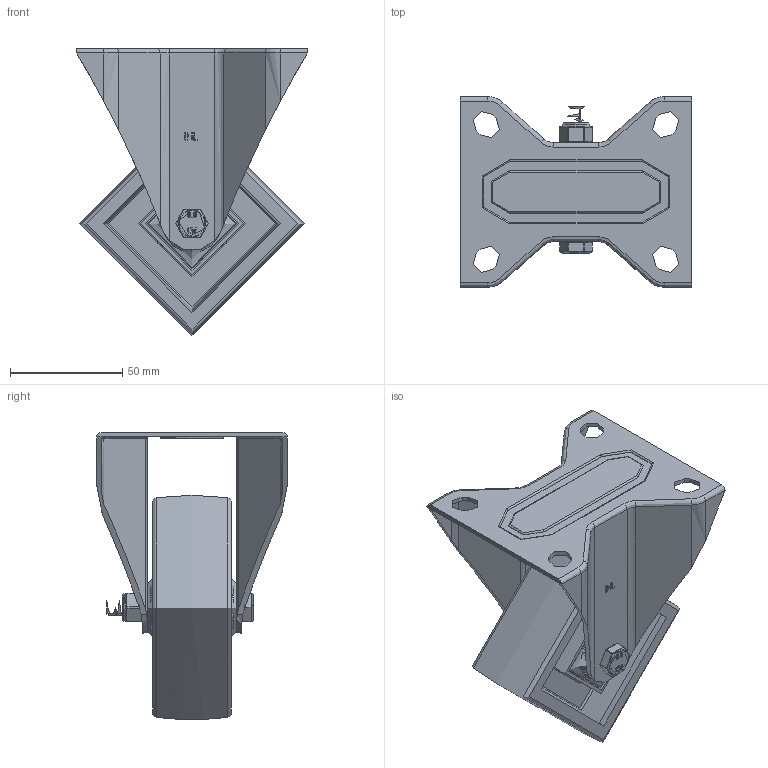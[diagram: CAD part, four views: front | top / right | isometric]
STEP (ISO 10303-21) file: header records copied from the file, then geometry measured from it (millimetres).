
FILE_DESCRIPTION(/* description */ (''),/* implementation_level */ '2;1');
FILE_NAME(/* name */ 'BZMMF100PNBJ.step',/* time_stamp */ '2024-06-21T14:59:13+01:00',/* author */ (''),/* organization */ (''),/* preprocessor_version */ 'ST-DEVELOPER v20',/* originating_system */ 'Autodesk Translation Framework v13.14.0.145',/* authorisation */ '');
FILE_SCHEMA (('AUTOMOTIVE_DESIGN { 1 0 10303 214 3 1 1 }'));
Length unit declared in the file: millimetre
Products named in the file (22): BZMMF100PNBJ; BZMMF100AS v1; BZMMF100AS; ZINC PLATED, PRESSED STEEL BRACKET; BZMM100WPNBJM8 v1; POLYURETHANE TYRE; NYLON RIM; BEARING 6202; METAL; METAL2; Pattern; Component1; MIDDLE; RUBBER; RUBBER2; CAP; HEXBOLTM8X60Z8.8 - NEW v2; GRADE 8.8 ZINC PLATED BOLT; NYLOCM8Z v1; NYLOC NUT; NUT; RUBBER (1)
Assembly tree (29 placements, depth 5):
  BZMMF100PNBJ
    BZMMF100AS v1
      BZMMF100AS
      ZINC PLATED, PRESSED STEEL BRACKET
    BZMM100WPNBJM8 v1
      POLYURETHANE TYRE
      NYLON RIM
      BEARING 6202
        METAL
        METAL2
        Pattern
          Component1  x8
        MIDDLE
        RUBBER
        RUBBER2
      CAP  x2
    HEXBOLTM8X60Z8.8 - NEW v2
      GRADE 8.8 ZINC PLATED BOLT
    NYLOCM8Z v1
      NYLOC NUT
        NUT
        RUBBER (1)
Bounding box: 103 x 85 x 127.89 mm (x, y, z)
Volume: 198902.5 mm3; surface area: 122166.9 mm2
Topology: 21 solids, 21 shells, 825 faces, 2028 edges, 1311 vertices
Faces by surface type: plane 318, cylinder 224, bspline 179, torus 51, sphere 48, cone 5
Full cylindrical faces by diameter (mm): 0.664 x2, 6.446 x9, 7.866 x15, 8 x2, 8.25 x2, 8.4 x2, 8.6 x2, 12 x1, 12.1 x1, 14.95 x2, 15 x1, 18 x1, 19.75 x2, 20 x4, 22.5 x2, 23 x2, 26 x2, 30 x6, 30.5 x2, 31 x4, 32 x1, 33 x2, 35 x2, 37 x2, 37.25 x2, 39.75 x2, 41.5 x2, 45.5 x2, 79 x2, 89 x2
Entity records: 30214 total; most frequent: CARTESIAN_POINT 12229, ORIENTED_EDGE 3776, DIRECTION 3202, EDGE_CURVE 1888, VERTEX_POINT 1233, AXIS2_PLACEMENT_3D 1186, EDGE_LOOP 925, LINE 830
